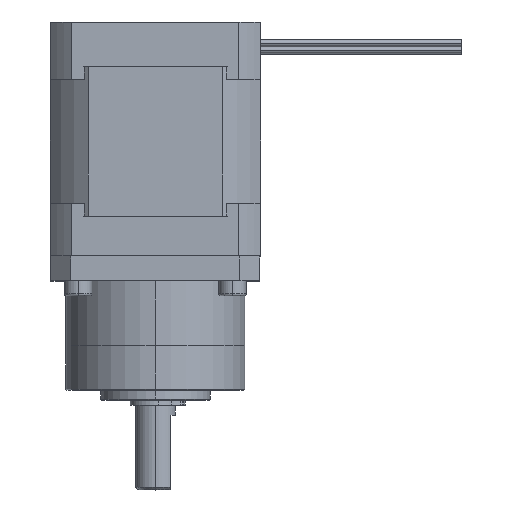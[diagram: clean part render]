
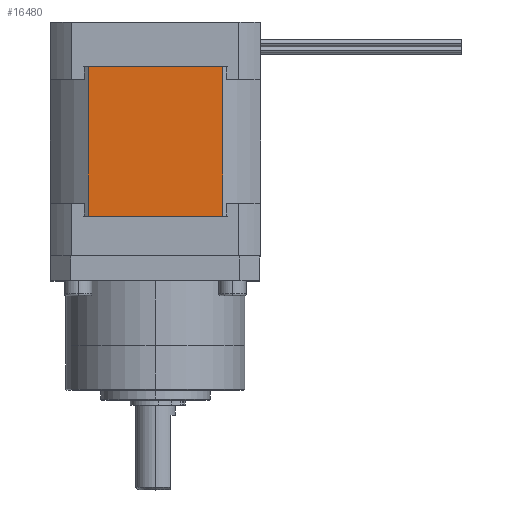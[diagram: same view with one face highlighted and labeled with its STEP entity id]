
A CAD part, top view. The second image highlights one B-rep face of the part: STEP entity #16480.
In plain terms, the highlighted planar face has unit normal (0, 0, 1).
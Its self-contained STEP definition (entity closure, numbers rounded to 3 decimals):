
#835 = EDGE_CURVE ( 'NONE', #16895, #15103, #19342, .T. ) ;
#911 = AXIS2_PLACEMENT_3D ( 'NONE', #17124, #19296, #25344 ) ;
#1471 = FACE_OUTER_BOUND ( 'NONE', #12699, .T. ) ;
#1511 = CARTESIAN_POINT ( 'NONE',  ( 13.516, 0., 21.15 ) ) ;
#1697 = CARTESIAN_POINT ( 'NONE',  ( -13.516, 0., 21.15 ) ) ;
#1763 = DIRECTION ( 'NONE',  ( 0., -1., 0. ) ) ;
#2624 = DIRECTION ( 'NONE',  ( 0., 1., 0. ) ) ;
#3447 = EDGE_CURVE ( 'NONE', #11826, #16895, #12741, .T. ) ;
#4802 = ORIENTED_EDGE ( 'NONE', *, *, #835, .F. ) ;
#7840 = LINE ( 'NONE', #17770, #15793 ) ;
#9250 = PLANE ( 'NONE',  #911 ) ;
#9496 = DIRECTION ( 'NONE',  ( 1., 0., 0. ) ) ;
#11065 = VECTOR ( 'NONE', #2624, 1000. ) ;
#11826 = VERTEX_POINT ( 'NONE', #20527 ) ;
#12547 = VECTOR ( 'NONE', #1763, 1000. ) ;
#12699 = EDGE_LOOP ( 'NONE', ( #22981, #15330, #4802, #13451 ) ) ;
#12741 = LINE ( 'NONE', #20613, #19204 ) ;
#12855 = LINE ( 'NONE', #16484, #11065 ) ;
#13451 = ORIENTED_EDGE ( 'NONE', *, *, #3447, .F. ) ;
#15103 = VERTEX_POINT ( 'NONE', #21234 ) ;
#15330 = ORIENTED_EDGE ( 'NONE', *, *, #21657, .T. ) ;
#15413 = EDGE_CURVE ( 'NONE', #23653, #11826, #12855, .T. ) ;
#15793 = VECTOR ( 'NONE', #9496, 1000. ) ;
#16480 = ADVANCED_FACE ( 'NONE', ( #1471 ), #9250, .F. ) ;
#16484 = CARTESIAN_POINT ( 'NONE',  ( -13.516, 0., 21.15 ) ) ;
#16895 = VERTEX_POINT ( 'NONE', #17456 ) ;
#17124 = CARTESIAN_POINT ( 'NONE',  ( 21.15, 30., 21.15 ) ) ;
#17456 = CARTESIAN_POINT ( 'NONE',  ( 13.516, 30., 21.15 ) ) ;
#17770 = CARTESIAN_POINT ( 'NONE',  ( 21.15, 0., 21.15 ) ) ;
#19204 = VECTOR ( 'NONE', #24336, 1000. ) ;
#19296 = DIRECTION ( 'NONE',  ( 0., 0., -1. ) ) ;
#19342 = LINE ( 'NONE', #1511, #12547 ) ;
#20527 = CARTESIAN_POINT ( 'NONE',  ( -13.516, 30., 21.15 ) ) ;
#20613 = CARTESIAN_POINT ( 'NONE',  ( 21.15, 30., 21.15 ) ) ;
#21234 = CARTESIAN_POINT ( 'NONE',  ( 13.516, 0., 21.15 ) ) ;
#21657 = EDGE_CURVE ( 'NONE', #23653, #15103, #7840, .T. ) ;
#22981 = ORIENTED_EDGE ( 'NONE', *, *, #15413, .F. ) ;
#23653 = VERTEX_POINT ( 'NONE', #1697 ) ;
#24336 = DIRECTION ( 'NONE',  ( 1., 0., 0. ) ) ;
#25344 = DIRECTION ( 'NONE',  ( -1., 0., 0. ) ) ;
